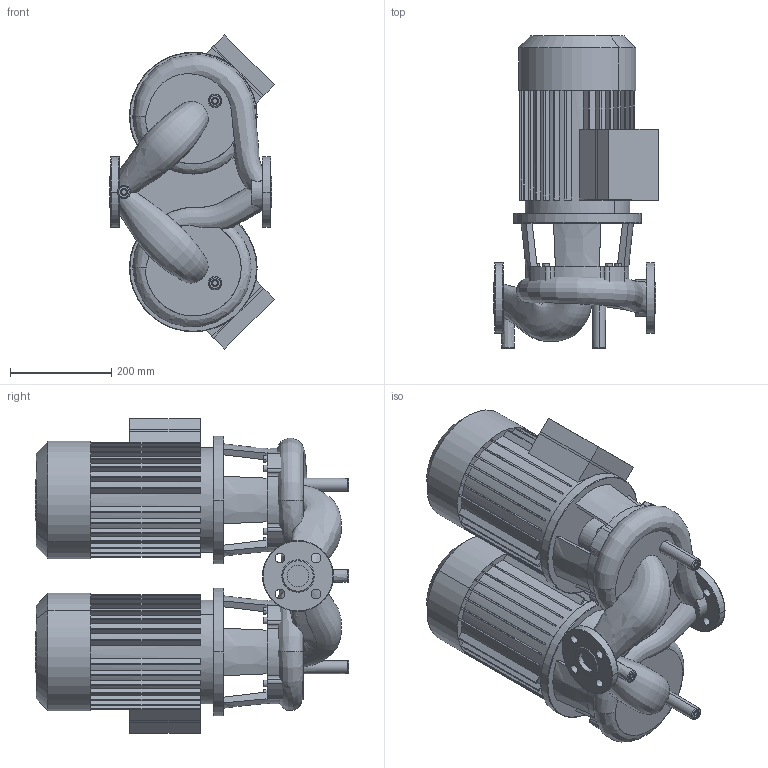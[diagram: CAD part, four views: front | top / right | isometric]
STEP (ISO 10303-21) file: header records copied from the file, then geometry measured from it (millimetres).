
FILE_DESCRIPTION((''),'2;1');
FILE_NAME('3d_DL32_170-4_2-2121015.stp','2016-05-24T12:27:39',(''),(''),'Mechanical Desktop 2009','Mechanical Desktop 2009',', , ');
FILE_SCHEMA(('CONFIG_CONTROL_DESIGN'));
Length unit declared in the file: millimetre
Products named in the file (1): Product
Bounding box: 325 x 618.5 x 620 mm (x, y, z)
Volume: 42360668.2 mm3; surface area: 2111057.3 mm2
Topology: 17 solids, 17 shells, 675 faces, 1826 edges, 1210 vertices
Faces by surface type: bspline 285, plane 220, cylinder 152, cone 14, torus 4
Entity records: 40224 total; most frequent: CARTESIAN_POINT 23773, ORIENTED_EDGE 3644, DIRECTION 3022, EDGE_CURVE 1822, VERTEX_POINT 1208, VECTOR 1024, LINE 1024, AXIS2_PLACEMENT_3D 999
